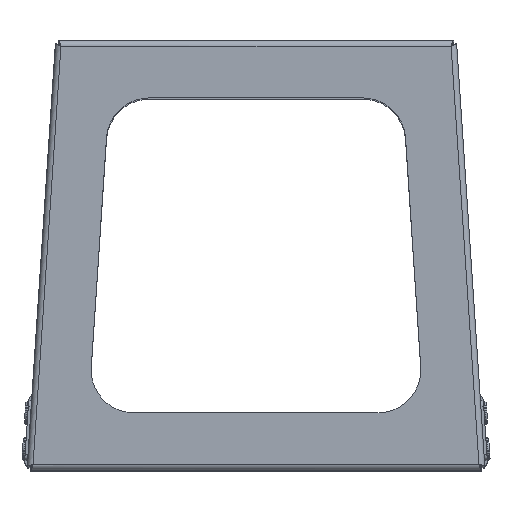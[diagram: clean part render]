
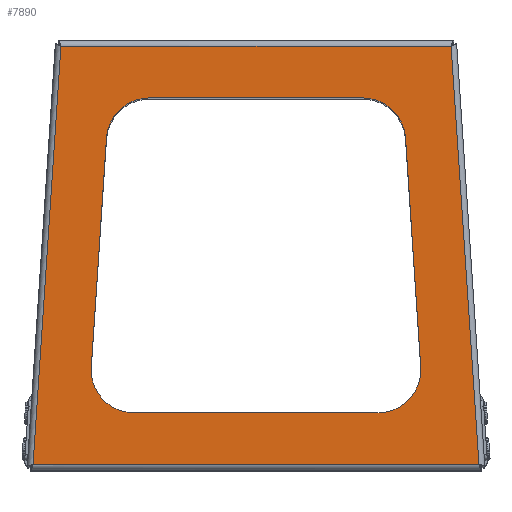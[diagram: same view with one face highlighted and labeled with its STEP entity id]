
A CAD part, top view. The second image highlights one B-rep face of the part: STEP entity #7890.
In plain terms, the highlighted planar face has unit normal (0, 0, 1).
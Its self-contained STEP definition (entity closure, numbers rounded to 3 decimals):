
#15 = VERTEX_POINT ( 'NONE', #5974 ) ;
#353 = VERTEX_POINT ( 'NONE', #6898 ) ;
#485 = DIRECTION ( 'NONE',  ( 0., 0., 1. ) ) ;
#665 = VERTEX_POINT ( 'NONE', #10090 ) ;
#779 = CARTESIAN_POINT ( 'NONE',  ( -104.445, 81.996, 0. ) ) ;
#863 = VERTEX_POINT ( 'NONE', #10052 ) ;
#941 = VERTEX_POINT ( 'NONE', #779 ) ;
#1026 = DIRECTION ( 'NONE',  ( 1., 0., 0. ) ) ;
#1178 = DIRECTION ( 'NONE',  ( -1., 0., 0. ) ) ;
#1184 = AXIS2_PLACEMENT_3D ( 'NONE', #6064, #9981, #1178 ) ;
#1217 = VECTOR ( 'NONE', #7364, 1000. ) ;
#1329 = VERTEX_POINT ( 'NONE', #10536 ) ;
#1392 = CARTESIAN_POINT ( 'NONE',  ( -115.112, -78.004, 0. ) ) ;
#1409 = VERTEX_POINT ( 'NONE', #7634 ) ;
#1413 = CIRCLE ( 'NONE', #7966, 30. ) ;
#1891 = FACE_BOUND ( 'NONE', #4604, .T. ) ;
#1897 = DIRECTION ( 'NONE',  ( -0.067, -0.998, 0. ) ) ;
#2008 = EDGE_CURVE ( 'NONE', #7224, #6791, #11490, .T. ) ;
#2017 = CARTESIAN_POINT ( 'NONE',  ( 0., 0., 0. ) ) ;
#2049 = CARTESIAN_POINT ( 'NONE',  ( 155.724, -146., 0. ) ) ;
#2070 = DIRECTION ( 'NONE',  ( 1., 0., 0. ) ) ;
#2261 = LINE ( 'NONE', #12006, #2433 ) ;
#2280 = EDGE_CURVE ( 'NONE', #5094, #7997, #4655, .T. ) ;
#2327 = DIRECTION ( 'NONE',  ( -1., 0., 0. ) ) ;
#2364 = EDGE_CURVE ( 'NONE', #941, #7224, #11658, .T. ) ;
#2376 = CARTESIAN_POINT ( 'NONE',  ( 138.06, 146., 0. ) ) ;
#2400 = CARTESIAN_POINT ( 'NONE',  ( 85.178, -80., 0. ) ) ;
#2433 = VECTOR ( 'NONE', #7002, 1000. ) ;
#2816 = AXIS2_PLACEMENT_3D ( 'NONE', #12080, #3293, #2327 ) ;
#2943 = EDGE_CURVE ( 'NONE', #15, #5313, #5069, .T. ) ;
#2971 = AXIS2_PLACEMENT_3D ( 'NONE', #10075, #485, #10389 ) ;
#3088 = ORIENTED_EDGE ( 'NONE', *, *, #4436, .F. ) ;
#3139 = DIRECTION ( 'NONE',  ( -1., 0., 0. ) ) ;
#3293 = DIRECTION ( 'NONE',  ( 0., 0., 1. ) ) ;
#3495 = DIRECTION ( 'NONE',  ( -1., 0., 0. ) ) ;
#3755 = EDGE_LOOP ( 'NONE', ( #4997, #7519, #5991, #9686 ) ) ;
#3760 = FACE_OUTER_BOUND ( 'NONE', #3755, .T. ) ;
#3883 = VECTOR ( 'NONE', #12671, 1000. ) ;
#4436 = EDGE_CURVE ( 'NONE', #6791, #1329, #8168, .T. ) ;
#4604 = EDGE_LOOP ( 'NONE', ( #12708, #3088, #10134, #9210, #6691, #8860, #7720, #10528, #8697 ) ) ;
#4655 = LINE ( 'NONE', #10256, #1217 ) ;
#4723 = DIRECTION ( 'NONE',  ( 0., 0., 1. ) ) ;
#4754 = EDGE_CURVE ( 'NONE', #7997, #1409, #5247, .T. ) ;
#4997 = ORIENTED_EDGE ( 'NONE', *, *, #8425, .T. ) ;
#5069 = LINE ( 'NONE', #8989, #3883 ) ;
#5094 = VERTEX_POINT ( 'NONE', #2049 ) ;
#5247 = LINE ( 'NONE', #2376, #8040 ) ;
#5313 = VERTEX_POINT ( 'NONE', #10187 ) ;
#5876 = CARTESIAN_POINT ( 'NONE',  ( -85.178, -110., 0. ) ) ;
#5921 = AXIS2_PLACEMENT_3D ( 'NONE', #2017, #4723, #1026 ) ;
#5974 = CARTESIAN_POINT ( 'NONE',  ( 115.112, -78.004, 0. ) ) ;
#5991 = ORIENTED_EDGE ( 'NONE', *, *, #2280, .T. ) ;
#6014 = EDGE_CURVE ( 'NONE', #5313, #353, #10603, .T. ) ;
#6064 = CARTESIAN_POINT ( 'NONE',  ( 85.178, -80., 0. ) ) ;
#6151 = DIRECTION ( 'NONE',  ( 0., 0., 1. ) ) ;
#6241 = DIRECTION ( 'NONE',  ( 1., 0., 0. ) ) ;
#6647 = VECTOR ( 'NONE', #2070, 1000. ) ;
#6691 = ORIENTED_EDGE ( 'NONE', *, *, #10473, .F. ) ;
#6791 = VERTEX_POINT ( 'NONE', #5876 ) ;
#6887 = PLANE ( 'NONE',  #5921 ) ;
#6898 = CARTESIAN_POINT ( 'NONE',  ( 74.511, 110., 0. ) ) ;
#7002 = DIRECTION ( 'NONE',  ( -0.067, -0.998, 0. ) ) ;
#7224 = VERTEX_POINT ( 'NONE', #1392 ) ;
#7364 = DIRECTION ( 'NONE',  ( -0.067, 0.998, 0. ) ) ;
#7417 = EDGE_CURVE ( 'NONE', #353, #863, #8455, .T. ) ;
#7519 = ORIENTED_EDGE ( 'NONE', *, *, #9855, .T. ) ;
#7634 = CARTESIAN_POINT ( 'NONE',  ( -136.258, 146., 0. ) ) ;
#7651 = EDGE_CURVE ( 'NONE', #665, #15, #8995, .T. ) ;
#7720 = ORIENTED_EDGE ( 'NONE', *, *, #6014, .F. ) ;
#7890 = ADVANCED_FACE ( 'NONE', ( #1891, #3760 ), #6887, .T. ) ;
#7942 = VERTEX_POINT ( 'NONE', #9772 ) ;
#7966 = AXIS2_PLACEMENT_3D ( 'NONE', #2400, #11196, #3495 ) ;
#7997 = VERTEX_POINT ( 'NONE', #9586 ) ;
#8040 = VECTOR ( 'NONE', #10268, 1000. ) ;
#8168 = LINE ( 'NONE', #9199, #8857 ) ;
#8270 = EDGE_CURVE ( 'NONE', #1329, #665, #1413, .T. ) ;
#8390 = CARTESIAN_POINT ( 'NONE',  ( -74.511, 110., 0. ) ) ;
#8425 = EDGE_CURVE ( 'NONE', #1409, #7942, #2261, .T. ) ;
#8455 = LINE ( 'NONE', #8390, #11648 ) ;
#8697 = ORIENTED_EDGE ( 'NONE', *, *, #7651, .F. ) ;
#8857 = VECTOR ( 'NONE', #6241, 1000. ) ;
#8860 = ORIENTED_EDGE ( 'NONE', *, *, #7417, .F. ) ;
#8989 = CARTESIAN_POINT ( 'NONE',  ( 115.112, -78.004, 0. ) ) ;
#8995 = CIRCLE ( 'NONE', #1184, 30. ) ;
#9001 = CARTESIAN_POINT ( 'NONE',  ( -157.789, -146., 0. ) ) ;
#9004 = AXIS2_PLACEMENT_3D ( 'NONE', #9102, #6151, #3139 ) ;
#9014 = VECTOR ( 'NONE', #1897, 1000. ) ;
#9102 = CARTESIAN_POINT ( 'NONE',  ( -85.178, -80., 0. ) ) ;
#9199 = CARTESIAN_POINT ( 'NONE',  ( -85.178, -110., 0. ) ) ;
#9210 = ORIENTED_EDGE ( 'NONE', *, *, #2364, .F. ) ;
#9586 = CARTESIAN_POINT ( 'NONE',  ( 136.258, 146., 0. ) ) ;
#9686 = ORIENTED_EDGE ( 'NONE', *, *, #4754, .T. ) ;
#9728 = CIRCLE ( 'NONE', #2971, 30. ) ;
#9772 = CARTESIAN_POINT ( 'NONE',  ( -155.724, -146., 0. ) ) ;
#9779 = CARTESIAN_POINT ( 'NONE',  ( -104.445, 81.996, 0. ) ) ;
#9855 = EDGE_CURVE ( 'NONE', #7942, #5094, #9893, .T. ) ;
#9893 = LINE ( 'NONE', #9001, #6647 ) ;
#9981 = DIRECTION ( 'NONE',  ( 0., 0., 1. ) ) ;
#10052 = CARTESIAN_POINT ( 'NONE',  ( -74.511, 110., 0. ) ) ;
#10075 = CARTESIAN_POINT ( 'NONE',  ( -74.511, 80., 0. ) ) ;
#10090 = CARTESIAN_POINT ( 'NONE',  ( 115.178, -80., 0. ) ) ;
#10134 = ORIENTED_EDGE ( 'NONE', *, *, #2008, .F. ) ;
#10187 = CARTESIAN_POINT ( 'NONE',  ( 104.445, 81.996, 0. ) ) ;
#10256 = CARTESIAN_POINT ( 'NONE',  ( 155.862, -148.06, 0. ) ) ;
#10268 = DIRECTION ( 'NONE',  ( -1., 0., 0. ) ) ;
#10389 = DIRECTION ( 'NONE',  ( 1., 0., 0. ) ) ;
#10473 = EDGE_CURVE ( 'NONE', #863, #941, #9728, .T. ) ;
#10528 = ORIENTED_EDGE ( 'NONE', *, *, #2943, .F. ) ;
#10536 = CARTESIAN_POINT ( 'NONE',  ( 85.178, -110., 0. ) ) ;
#10603 = CIRCLE ( 'NONE', #2816, 30. ) ;
#11196 = DIRECTION ( 'NONE',  ( 0., 0., 1. ) ) ;
#11490 = CIRCLE ( 'NONE', #9004, 30. ) ;
#11648 = VECTOR ( 'NONE', #12329, 1000. ) ;
#11658 = LINE ( 'NONE', #9779, #9014 ) ;
#12006 = CARTESIAN_POINT ( 'NONE',  ( -136.138, 147.799, 0. ) ) ;
#12080 = CARTESIAN_POINT ( 'NONE',  ( 74.511, 80., 0. ) ) ;
#12329 = DIRECTION ( 'NONE',  ( -1., 0., 0. ) ) ;
#12671 = DIRECTION ( 'NONE',  ( -0.067, 0.998, 0. ) ) ;
#12708 = ORIENTED_EDGE ( 'NONE', *, *, #8270, .F. ) ;
